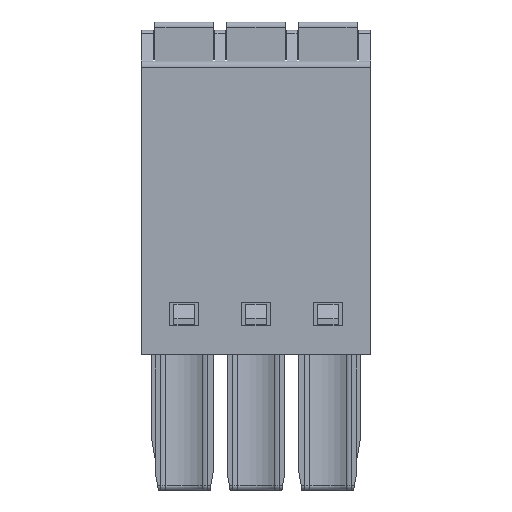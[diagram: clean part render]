
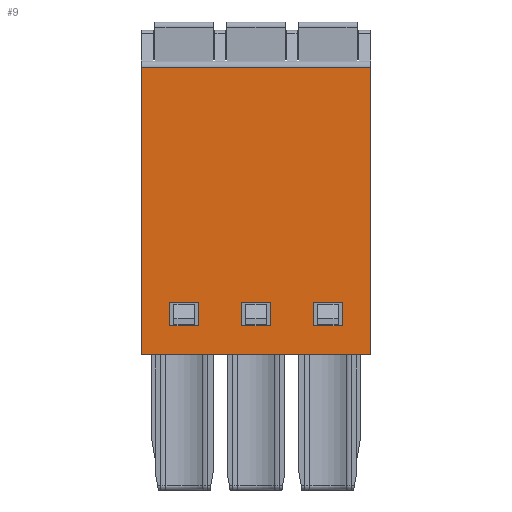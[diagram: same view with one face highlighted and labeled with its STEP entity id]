
A CAD part, front view. The second image highlights one B-rep face of the part: STEP entity #9.
In plain terms, the highlighted planar face has unit normal (0, -1, 0).
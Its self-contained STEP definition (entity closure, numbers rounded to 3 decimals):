
#9 = ADVANCED_FACE ( 'NONE', ( #17133, #14330, #12886, #9897 ), #5379, .T. ) ;
#163 = LINE ( 'NONE', #10684, #11084 ) ;
#204 = LINE ( 'NONE', #1665, #1886 ) ;
#372 = VERTEX_POINT ( 'NONE', #9945 ) ;
#387 = VECTOR ( 'NONE', #18482, 1000. ) ;
#432 = ORIENTED_EDGE ( 'NONE', *, *, #9862, .T. ) ;
#468 = DIRECTION ( 'NONE',  ( 1., 0., 0. ) ) ;
#569 = VECTOR ( 'NONE', #4353, 1000. ) ;
#763 = ORIENTED_EDGE ( 'NONE', *, *, #11818, .F. ) ;
#794 = CARTESIAN_POINT ( 'NONE',  ( -2.1, -2.05, -14.3 ) ) ;
#832 = CARTESIAN_POINT ( 'NONE',  ( 7.7, -2.05, -11.75 ) ) ;
#865 = CARTESIAN_POINT ( 'NONE',  ( -0.7, -2.05, -11.75 ) ) ;
#1011 = DIRECTION ( 'NONE',  ( 0., 0., -1. ) ) ;
#1033 = DIRECTION ( 'NONE',  ( 0., 0., -1. ) ) ;
#1243 = VECTOR ( 'NONE', #5558, 1000. ) ;
#1305 = CARTESIAN_POINT ( 'NONE',  ( 7.7, -2.05, -11.75 ) ) ;
#1377 = VECTOR ( 'NONE', #17320, 1000. ) ;
#1422 = CARTESIAN_POINT ( 'NONE',  ( 2.8, -2.05, -11.75 ) ) ;
#1577 = CARTESIAN_POINT ( 'NONE',  ( -2.1, -2.05, -0.3 ) ) ;
#1665 = CARTESIAN_POINT ( 'NONE',  ( 6.3, -2.05, -11.75 ) ) ;
#1886 = VECTOR ( 'NONE', #3301, 1000. ) ;
#1999 = CARTESIAN_POINT ( 'NONE',  ( 2.8, -2.05, -12.9 ) ) ;
#2179 = CARTESIAN_POINT ( 'NONE',  ( 9.1, -2.05, -14.3 ) ) ;
#2347 = VERTEX_POINT ( 'NONE', #18780 ) ;
#2571 = DIRECTION ( 'NONE',  ( 0., -1., 0. ) ) ;
#2713 = LINE ( 'NONE', #9943, #18954 ) ;
#3026 = EDGE_CURVE ( 'NONE', #17599, #3804, #11668, .T. ) ;
#3098 = CARTESIAN_POINT ( 'NONE',  ( 6.3, -2.05, -12.9 ) ) ;
#3199 = CARTESIAN_POINT ( 'NONE',  ( 0.7, -2.05, -11.75 ) ) ;
#3258 = AXIS2_PLACEMENT_3D ( 'NONE', #14143, #2571, #1033 ) ;
#3301 = DIRECTION ( 'NONE',  ( 0., 0., -1. ) ) ;
#3303 = ORIENTED_EDGE ( 'NONE', *, *, #18059, .F. ) ;
#3319 = ORIENTED_EDGE ( 'NONE', *, *, #13456, .F. ) ;
#3474 = CARTESIAN_POINT ( 'NONE',  ( -0.7, -2.05, -11.75 ) ) ;
#3555 = EDGE_LOOP ( 'NONE', ( #17238, #14396, #17914, #6590 ) ) ;
#3663 = LINE ( 'NONE', #3474, #10176 ) ;
#3804 = VERTEX_POINT ( 'NONE', #13227 ) ;
#4353 = DIRECTION ( 'NONE',  ( 0., 0., -1. ) ) ;
#4415 = LINE ( 'NONE', #1422, #12744 ) ;
#4517 = LINE ( 'NONE', #10391, #17616 ) ;
#4852 = DIRECTION ( 'NONE',  ( 0., 0., -1. ) ) ;
#4907 = EDGE_CURVE ( 'NONE', #372, #10530, #7092, .T. ) ;
#5087 = VERTEX_POINT ( 'NONE', #13542 ) ;
#5379 = PLANE ( 'NONE',  #3258 ) ;
#5517 = DIRECTION ( 'NONE',  ( 0., 0., -1. ) ) ;
#5558 = DIRECTION ( 'NONE',  ( -1., 0., 0. ) ) ;
#5623 = VERTEX_POINT ( 'NONE', #865 ) ;
#5641 = ORIENTED_EDGE ( 'NONE', *, *, #11017, .F. ) ;
#5880 = EDGE_LOOP ( 'NONE', ( #18641, #432, #3319, #11977 ) ) ;
#6590 = ORIENTED_EDGE ( 'NONE', *, *, #9230, .F. ) ;
#6651 = CARTESIAN_POINT ( 'NONE',  ( -2.1, -2.05, -14.3 ) ) ;
#7092 = LINE ( 'NONE', #11513, #1243 ) ;
#7099 = EDGE_CURVE ( 'NONE', #5087, #372, #12781, .T. ) ;
#7276 = VERTEX_POINT ( 'NONE', #19048 ) ;
#7302 = DIRECTION ( 'NONE',  ( 1., 0., 0. ) ) ;
#7431 = CARTESIAN_POINT ( 'NONE',  ( 0.7, -2.05, -11.75 ) ) ;
#7500 = VERTEX_POINT ( 'NONE', #15273 ) ;
#7877 = DIRECTION ( 'NONE',  ( 1., 0., 0. ) ) ;
#7979 = CARTESIAN_POINT ( 'NONE',  ( -2.1, -2.05, -0.3 ) ) ;
#8121 = EDGE_CURVE ( 'NONE', #11419, #2347, #4415, .T. ) ;
#8655 = EDGE_CURVE ( 'NONE', #7276, #13523, #18563, .T. ) ;
#8660 = EDGE_LOOP ( 'NONE', ( #17959, #763, #18117, #14213 ) ) ;
#8670 = CARTESIAN_POINT ( 'NONE',  ( -0.7, -2.05, -11.75 ) ) ;
#8891 = EDGE_CURVE ( 'NONE', #13523, #10279, #10541, .T. ) ;
#9230 = EDGE_CURVE ( 'NONE', #5623, #15538, #14560, .T. ) ;
#9444 = CARTESIAN_POINT ( 'NONE',  ( -0.7, -2.05, -12.9 ) ) ;
#9862 = EDGE_CURVE ( 'NONE', #2347, #16458, #4517, .T. ) ;
#9897 = FACE_BOUND ( 'NONE', #17784, .T. ) ;
#9943 = CARTESIAN_POINT ( 'NONE',  ( 9.1, -2.05, -0.3 ) ) ;
#9945 = CARTESIAN_POINT ( 'NONE',  ( 7.7, -2.05, -12.9 ) ) ;
#10175 = LINE ( 'NONE', #1305, #1377 ) ;
#10176 = VECTOR ( 'NONE', #468, 1000. ) ;
#10279 = VERTEX_POINT ( 'NONE', #794 ) ;
#10391 = CARTESIAN_POINT ( 'NONE',  ( 4.2, -2.05, -11.75 ) ) ;
#10530 = VERTEX_POINT ( 'NONE', #3098 ) ;
#10541 = LINE ( 'NONE', #1577, #15750 ) ;
#10666 = CARTESIAN_POINT ( 'NONE',  ( 2.8, -2.05, -12.9 ) ) ;
#10684 = CARTESIAN_POINT ( 'NONE',  ( -0.7, -2.05, -12.9 ) ) ;
#10890 = DIRECTION ( 'NONE',  ( 1., 0., 0. ) ) ;
#11017 = EDGE_CURVE ( 'NONE', #5087, #7500, #10175, .T. ) ;
#11084 = VECTOR ( 'NONE', #13667, 1000. ) ;
#11218 = DIRECTION ( 'NONE',  ( -1., 0., 0. ) ) ;
#11419 = VERTEX_POINT ( 'NONE', #14494 ) ;
#11513 = CARTESIAN_POINT ( 'NONE',  ( 7.7, -2.05, -12.9 ) ) ;
#11668 = LINE ( 'NONE', #7431, #569 ) ;
#11818 = EDGE_CURVE ( 'NONE', #7276, #15810, #2713, .T. ) ;
#11874 = VECTOR ( 'NONE', #14244, 1000. ) ;
#11977 = ORIENTED_EDGE ( 'NONE', *, *, #13659, .F. ) ;
#12533 = LINE ( 'NONE', #6651, #14804 ) ;
#12744 = VECTOR ( 'NONE', #7302, 1000. ) ;
#12781 = LINE ( 'NONE', #832, #387 ) ;
#12886 = FACE_BOUND ( 'NONE', #5880, .T. ) ;
#13227 = CARTESIAN_POINT ( 'NONE',  ( 0.7, -2.05, -12.9 ) ) ;
#13456 = EDGE_CURVE ( 'NONE', #17356, #16458, #15213, .T. ) ;
#13523 = VERTEX_POINT ( 'NONE', #7979 ) ;
#13542 = CARTESIAN_POINT ( 'NONE',  ( 7.7, -2.05, -11.75 ) ) ;
#13659 = EDGE_CURVE ( 'NONE', #11419, #17356, #15875, .T. ) ;
#13667 = DIRECTION ( 'NONE',  ( 1., 0., 0. ) ) ;
#13997 = VECTOR ( 'NONE', #11218, 1000. ) ;
#14143 = CARTESIAN_POINT ( 'NONE',  ( -1.75, -2.05, 0. ) ) ;
#14213 = ORIENTED_EDGE ( 'NONE', *, *, #8891, .T. ) ;
#14244 = DIRECTION ( 'NONE',  ( 0., 0., -1. ) ) ;
#14330 = FACE_BOUND ( 'NONE', #3555, .T. ) ;
#14396 = ORIENTED_EDGE ( 'NONE', *, *, #3026, .T. ) ;
#14494 = CARTESIAN_POINT ( 'NONE',  ( 2.8, -2.05, -11.75 ) ) ;
#14560 = LINE ( 'NONE', #8670, #16665 ) ;
#14804 = VECTOR ( 'NONE', #10890, 1000. ) ;
#14936 = ORIENTED_EDGE ( 'NONE', *, *, #4907, .T. ) ;
#15213 = LINE ( 'NONE', #1999, #15589 ) ;
#15273 = CARTESIAN_POINT ( 'NONE',  ( 6.3, -2.05, -11.75 ) ) ;
#15538 = VERTEX_POINT ( 'NONE', #9444 ) ;
#15589 = VECTOR ( 'NONE', #7877, 1000. ) ;
#15692 = CARTESIAN_POINT ( 'NONE',  ( 2.8, -2.05, -11.75 ) ) ;
#15750 = VECTOR ( 'NONE', #4852, 1000. ) ;
#15810 = VERTEX_POINT ( 'NONE', #2179 ) ;
#15826 = DIRECTION ( 'NONE',  ( 0., 0., -1. ) ) ;
#15842 = ORIENTED_EDGE ( 'NONE', *, *, #7099, .T. ) ;
#15875 = LINE ( 'NONE', #15692, #11874 ) ;
#16458 = VERTEX_POINT ( 'NONE', #16597 ) ;
#16597 = CARTESIAN_POINT ( 'NONE',  ( 4.2, -2.05, -12.9 ) ) ;
#16665 = VECTOR ( 'NONE', #5517, 1000. ) ;
#16915 = CARTESIAN_POINT ( 'NONE',  ( 9.1, -2.05, -0.3 ) ) ;
#17133 = FACE_OUTER_BOUND ( 'NONE', #8660, .T. ) ;
#17238 = ORIENTED_EDGE ( 'NONE', *, *, #18540, .T. ) ;
#17320 = DIRECTION ( 'NONE',  ( -1., 0., 0. ) ) ;
#17356 = VERTEX_POINT ( 'NONE', #10666 ) ;
#17599 = VERTEX_POINT ( 'NONE', #3199 ) ;
#17616 = VECTOR ( 'NONE', #1011, 1000. ) ;
#17784 = EDGE_LOOP ( 'NONE', ( #5641, #15842, #14936, #3303 ) ) ;
#17798 = EDGE_CURVE ( 'NONE', #15538, #3804, #163, .T. ) ;
#17914 = ORIENTED_EDGE ( 'NONE', *, *, #17798, .F. ) ;
#17959 = ORIENTED_EDGE ( 'NONE', *, *, #18576, .T. ) ;
#18059 = EDGE_CURVE ( 'NONE', #7500, #10530, #204, .T. ) ;
#18117 = ORIENTED_EDGE ( 'NONE', *, *, #8655, .T. ) ;
#18482 = DIRECTION ( 'NONE',  ( 0., 0., -1. ) ) ;
#18540 = EDGE_CURVE ( 'NONE', #5623, #17599, #3663, .T. ) ;
#18563 = LINE ( 'NONE', #16915, #13997 ) ;
#18576 = EDGE_CURVE ( 'NONE', #10279, #15810, #12533, .T. ) ;
#18641 = ORIENTED_EDGE ( 'NONE', *, *, #8121, .T. ) ;
#18780 = CARTESIAN_POINT ( 'NONE',  ( 4.2, -2.05, -11.75 ) ) ;
#18954 = VECTOR ( 'NONE', #15826, 1000. ) ;
#19048 = CARTESIAN_POINT ( 'NONE',  ( 9.1, -2.05, -0.3 ) ) ;
